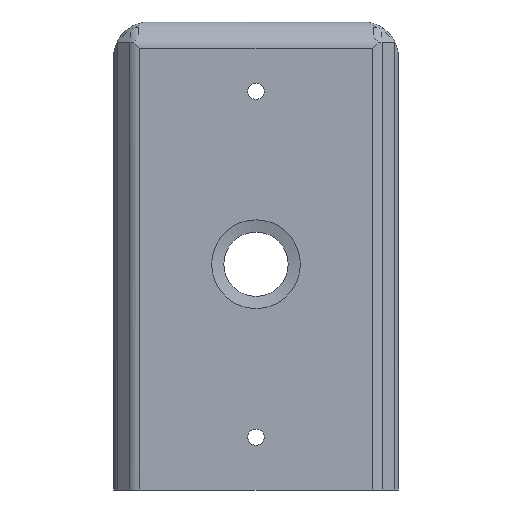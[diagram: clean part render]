
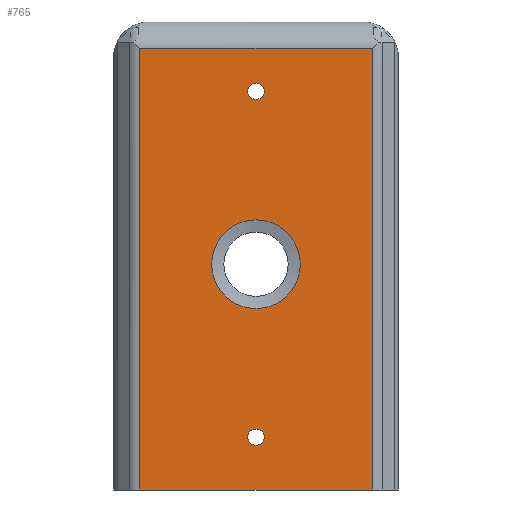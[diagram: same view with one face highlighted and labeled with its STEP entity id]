
A CAD part, left-side view. The second image highlights one B-rep face of the part: STEP entity #765.
In plain terms, the highlighted planar face has unit normal (-1, 0, 0).
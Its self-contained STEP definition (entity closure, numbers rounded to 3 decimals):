
#24=FACE_BOUND('',#138,.T.);
#25=FACE_BOUND('',#139,.T.);
#26=FACE_BOUND('',#140,.T.);
#45=PLANE('',#848);
#91=FACE_OUTER_BOUND('',#137,.T.);
#137=EDGE_LOOP('',(#679,#680,#681,#682));
#138=EDGE_LOOP('',(#683));
#139=EDGE_LOOP('',(#684));
#140=EDGE_LOOP('',(#685));
#204=LINE('',#1299,#267);
#210=LINE('',#1334,#273);
#218=LINE('',#1355,#281);
#220=LINE('',#1359,#283);
#267=VECTOR('',#990,10.);
#273=VECTOR('',#1014,10.);
#281=VECTOR('',#1040,10.);
#283=VECTOR('',#1046,10.);
#307=CIRCLE('',#849,2.);
#308=CIRCLE('',#850,2.);
#309=CIRCLE('',#851,10.9);
#364=VERTEX_POINT('',#1296);
#365=VERTEX_POINT('',#1298);
#368=VERTEX_POINT('',#1318);
#373=VERTEX_POINT('',#1332);
#378=VERTEX_POINT('',#1360);
#379=VERTEX_POINT('',#1362);
#380=VERTEX_POINT('',#1364);
#457=EDGE_CURVE('',#364,#365,#204,.T.);
#470=EDGE_CURVE('',#373,#368,#210,.T.);
#481=EDGE_CURVE('',#365,#373,#218,.T.);
#483=EDGE_CURVE('',#368,#364,#220,.T.);
#484=EDGE_CURVE('',#378,#378,#307,.T.);
#485=EDGE_CURVE('',#379,#379,#308,.T.);
#486=EDGE_CURVE('',#380,#380,#309,.T.);
#679=ORIENTED_EDGE('',*,*,#457,.F.);
#680=ORIENTED_EDGE('',*,*,#483,.F.);
#681=ORIENTED_EDGE('',*,*,#470,.F.);
#682=ORIENTED_EDGE('',*,*,#481,.F.);
#683=ORIENTED_EDGE('',*,*,#484,.T.);
#684=ORIENTED_EDGE('',*,*,#485,.T.);
#685=ORIENTED_EDGE('',*,*,#486,.F.);
#765=ADVANCED_FACE('',(#91,#24,#25,#26),#45,.T.);
#848=AXIS2_PLACEMENT_3D('',#1358,#1044,#1045);
#849=AXIS2_PLACEMENT_3D('',#1361,#1047,#1048);
#850=AXIS2_PLACEMENT_3D('',#1363,#1049,#1050);
#851=AXIS2_PLACEMENT_3D('',#1365,#1051,#1052);
#990=DIRECTION('',(0.,0.,1.));
#1014=DIRECTION('',(0.,0.,-1.));
#1040=DIRECTION('',(0.,-1.,0.));
#1044=DIRECTION('center_axis',(-1.,0.,0.));
#1045=DIRECTION('ref_axis',(0.,-1.,0.));
#1046=DIRECTION('',(0.,1.,0.));
#1047=DIRECTION('center_axis',(1.,0.,0.));
#1048=DIRECTION('ref_axis',(0.,-1.,0.));
#1049=DIRECTION('center_axis',(1.,0.,0.));
#1050=DIRECTION('ref_axis',(0.,-1.,0.));
#1051=DIRECTION('center_axis',(-1.,0.,0.));
#1052=DIRECTION('ref_axis',(0.,-1.,0.));
#1296=CARTESIAN_POINT('',(0.,-6.45,0.));
#1298=CARTESIAN_POINT('',(0.,-6.45,108.55));
#1299=CARTESIAN_POINT('',(0.,-6.45,0.));
#1318=CARTESIAN_POINT('',(0.,-63.55,0.));
#1332=CARTESIAN_POINT('',(0.,-63.55,108.55));
#1334=CARTESIAN_POINT('',(0.,-63.55,0.));
#1355=CARTESIAN_POINT('',(0.,-8.75,108.55));
#1358=CARTESIAN_POINT('Origin',(0.,0.,0.));
#1359=CARTESIAN_POINT('',(0.,-70.,0.));
#1360=CARTESIAN_POINT('',(0.,-33.,12.982));
#1361=CARTESIAN_POINT('Origin',(0.,-35.,12.982));
#1362=CARTESIAN_POINT('',(0.,-33.,97.982));
#1363=CARTESIAN_POINT('Origin',(0.,-35.,97.982));
#1364=CARTESIAN_POINT('',(0.,-24.1,55.482));
#1365=CARTESIAN_POINT('Origin',(0.,-35.,55.482));
